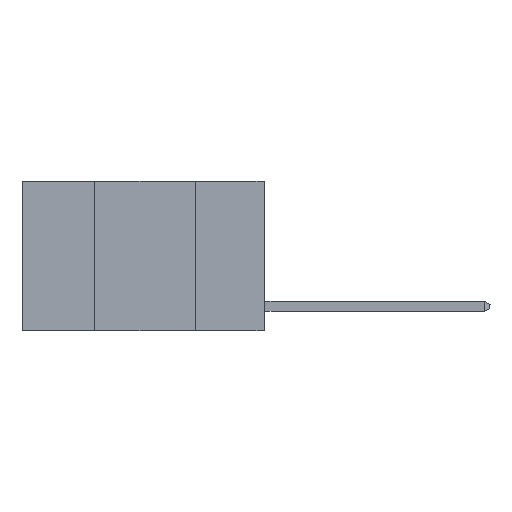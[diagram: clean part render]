
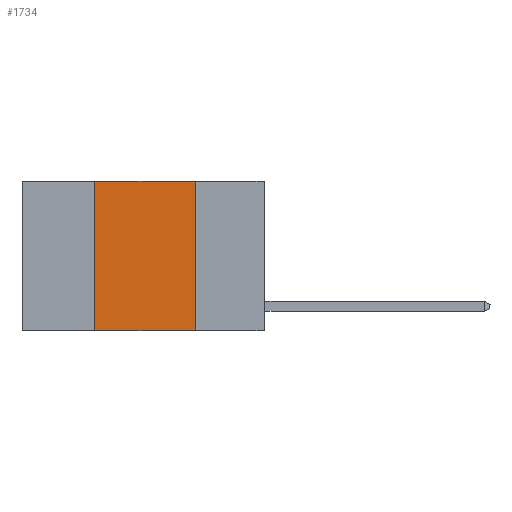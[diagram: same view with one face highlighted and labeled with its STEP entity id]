
A CAD part, left-side view. The second image highlights one B-rep face of the part: STEP entity #1734.
In plain terms, the highlighted planar face has unit normal (-1, 0, 0).
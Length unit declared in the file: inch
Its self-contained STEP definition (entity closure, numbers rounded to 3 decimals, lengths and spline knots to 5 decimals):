
#137 = VERTEX_POINT ( 'NONE', #4422 ) ;
#666 = VECTOR ( 'NONE', #8511, 39.37008 ) ;
#737 = DIRECTION ( 'NONE',  ( 0., 0., 1. ) ) ;
#1105 = EDGE_LOOP ( 'NONE', ( #14635, #9805, #14000, #6309 ) ) ;
#1479 = CARTESIAN_POINT ( 'NONE',  ( 0., 0.17, 0. ) ) ;
#1487 = PLANE ( 'NONE',  #16866 ) ;
#1734 = ADVANCED_FACE ( 'NONE', ( #16665 ), #1487, .F. ) ;
#2379 = CARTESIAN_POINT ( 'NONE',  ( 0., 0.6, 0. ) ) ;
#3796 = VERTEX_POINT ( 'NONE', #13678 ) ;
#4422 = CARTESIAN_POINT ( 'NONE',  ( 0., 0.42, -0.37 ) ) ;
#6182 = EDGE_CURVE ( 'NONE', #137, #3796, #15996, .T. ) ;
#6309 = ORIENTED_EDGE ( 'NONE', *, *, #19127, .T. ) ;
#6461 = CARTESIAN_POINT ( 'NONE',  ( 0., 0.17, 0. ) ) ;
#6749 = DIRECTION ( 'NONE',  ( 0., -1., 0. ) ) ;
#7431 = DIRECTION ( 'NONE',  ( 0., 0., -1. ) ) ;
#8511 = DIRECTION ( 'NONE',  ( 0., -1., 0. ) ) ;
#9094 = VERTEX_POINT ( 'NONE', #6461 ) ;
#9113 = VECTOR ( 'NONE', #737, 39.37008 ) ;
#9805 = ORIENTED_EDGE ( 'NONE', *, *, #19762, .F. ) ;
#11258 = LINE ( 'NONE', #16803, #13151 ) ;
#13151 = VECTOR ( 'NONE', #6749, 39.37008 ) ;
#13678 = CARTESIAN_POINT ( 'NONE',  ( 0., 0.42, 0. ) ) ;
#13801 = VECTOR ( 'NONE', #16757, 39.37008 ) ;
#14000 = ORIENTED_EDGE ( 'NONE', *, *, #6182, .F. ) ;
#14635 = ORIENTED_EDGE ( 'NONE', *, *, #15474, .F. ) ;
#15346 = LINE ( 'NONE', #1479, #13801 ) ;
#15474 = EDGE_CURVE ( 'NONE', #9094, #18311, #15346, .T. ) ;
#15996 = LINE ( 'NONE', #19418, #9113 ) ;
#16167 = LINE ( 'NONE', #2379, #666 ) ;
#16665 = FACE_OUTER_BOUND ( 'NONE', #1105, .T. ) ;
#16757 = DIRECTION ( 'NONE',  ( 0., 0., -1. ) ) ;
#16762 = CARTESIAN_POINT ( 'NONE',  ( 0., 0.6, 0. ) ) ;
#16803 = CARTESIAN_POINT ( 'NONE',  ( 0., 0.6, -0.37 ) ) ;
#16866 = AXIS2_PLACEMENT_3D ( 'NONE', #16762, #19694, #7431 ) ;
#17372 = CARTESIAN_POINT ( 'NONE',  ( 0., 0.17, -0.37 ) ) ;
#18311 = VERTEX_POINT ( 'NONE', #17372 ) ;
#19127 = EDGE_CURVE ( 'NONE', #137, #18311, #11258, .T. ) ;
#19418 = CARTESIAN_POINT ( 'NONE',  ( 0., 0.42, 0. ) ) ;
#19694 = DIRECTION ( 'NONE',  ( 1., 0., 0. ) ) ;
#19762 = EDGE_CURVE ( 'NONE', #3796, #9094, #16167, .T. ) ;
